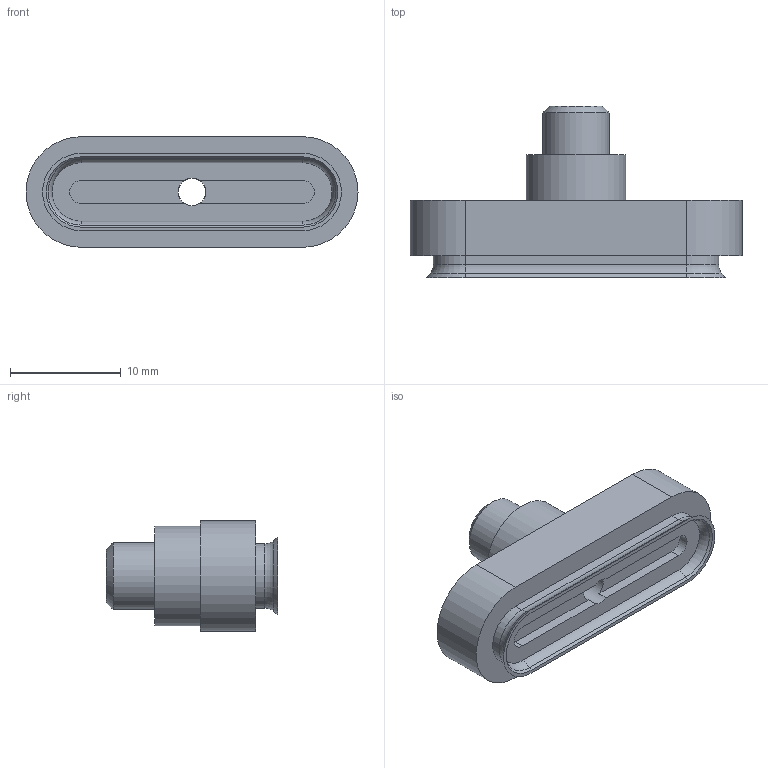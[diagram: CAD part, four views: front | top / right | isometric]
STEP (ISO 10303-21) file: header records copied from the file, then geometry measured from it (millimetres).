
FILE_DESCRIPTION(/* description */ ('STEP AP214'),/* implementation_level */ '2;1');
FILE_NAME(/* name */ '189414_ESS-10X30-ON',/* time_stamp */ '2024-08-28T08:23:01+02:00',/* author */ ('License CC BY-ND 4.0'),/* organization */ ('CADENAS'),/* preprocessor_version */ 'ST-DEVELOPER v19.3',/* originating_system */ 'PARTsolutions',/* authorisation */ ' ');
FILE_SCHEMA (('PROCESS_PLANNING_SCHEMA','AUTOMOTIVE_DESIGN {1 0 10303 214 3 1 1}'));
Length unit declared in the file: millimetre
Products named in the file (1): 189414 ESS-10x30-ON
Bounding box: 30 x 15.5 x 10 mm (x, y, z)
Volume: 1814.2 mm3; surface area: 1450.4 mm2
Topology: 1 solids, 1 shells, 42 faces, 95 edges, 59 vertices
Faces by surface type: plane 20, cylinder 13, cone 5, torus 4
Full cylindrical faces by diameter (mm): 2.5 x1, 6 x1, 9 x1
Entity records: 1468 total; most frequent: DIRECTION 216, CARTESIAN_POINT 191, ORIENTED_EDGE 180, EDGE_CURVE 90, AXIS2_PLACEMENT_3D 83, VERTEX_POINT 58, EDGE_LOOP 52, FACE_BOUND 52
